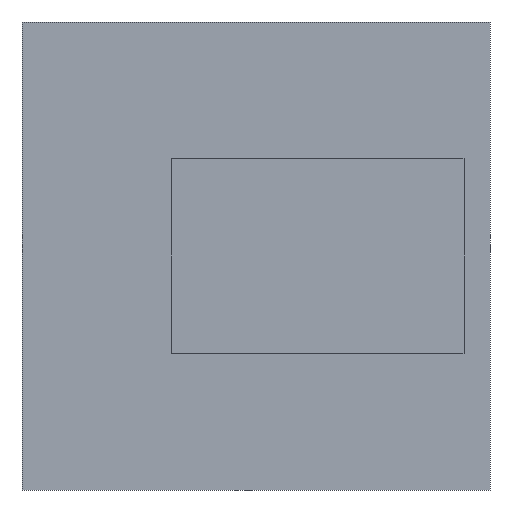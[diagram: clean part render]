
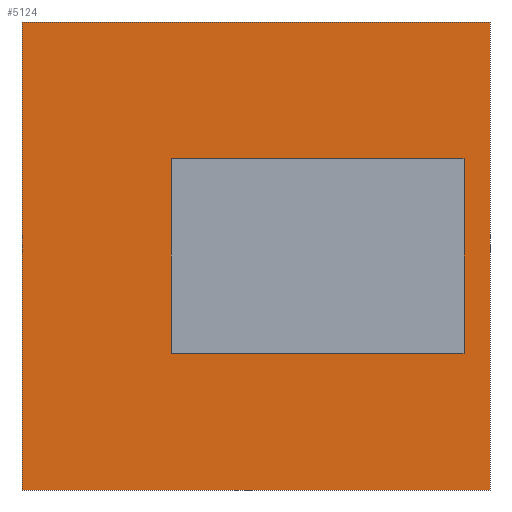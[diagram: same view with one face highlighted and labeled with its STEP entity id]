
A CAD part, front view. The second image highlights one B-rep face of the part: STEP entity #5124.
In plain terms, the highlighted planar face has unit normal (0, -1, 0).
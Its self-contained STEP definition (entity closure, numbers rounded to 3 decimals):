
#104=FACE_OUTER_BOUND('',#412,.T.);
#412=EDGE_LOOP('',(#3443,#3444,#3445,#3446));
#747=LINE('',#7180,#1471);
#750=LINE('',#7185,#1474);
#752=LINE('',#7189,#1476);
#754=LINE('',#7192,#1478);
#1471=VECTOR('',#5831,10.);
#1474=VECTOR('',#5836,10.);
#1476=VECTOR('',#5840,10.);
#1478=VECTOR('',#5844,10.);
#2183=VERTEX_POINT('',#7178);
#2184=VERTEX_POINT('',#7179);
#2185=VERTEX_POINT('',#7184);
#2186=VERTEX_POINT('',#7188);
#2667=EDGE_CURVE('',#2183,#2184,#747,.T.);
#2670=EDGE_CURVE('',#2185,#2183,#750,.T.);
#2672=EDGE_CURVE('',#2186,#2185,#752,.T.);
#2674=EDGE_CURVE('',#2184,#2186,#754,.T.);
#3443=ORIENTED_EDGE('',*,*,#2674,.F.);
#3444=ORIENTED_EDGE('',*,*,#2667,.F.);
#3445=ORIENTED_EDGE('',*,*,#2670,.F.);
#3446=ORIENTED_EDGE('',*,*,#2672,.F.);
#4819=PLANE('',#5472);
#5124=ADVANCED_FACE('',(#104),#4819,.F.);
#5472=AXIS2_PLACEMENT_3D('',#7194,#5847,#5848);
#5831=DIRECTION('',(0.,0.,1.));
#5836=DIRECTION('',(-1.,0.,0.));
#5840=DIRECTION('',(0.,0.,-1.));
#5844=DIRECTION('',(1.,0.,0.));
#5847=DIRECTION('center_axis',(0.,1.,0.));
#5848=DIRECTION('ref_axis',(0.,0.,1.));
#7178=CARTESIAN_POINT('',(-675.,0.,-675.));
#7179=CARTESIAN_POINT('',(-675.,0.,675.));
#7180=CARTESIAN_POINT('',(-675.,0.,-675.));
#7184=CARTESIAN_POINT('',(675.,0.,-675.));
#7185=CARTESIAN_POINT('',(675.,0.,-675.));
#7188=CARTESIAN_POINT('',(675.,0.,675.));
#7189=CARTESIAN_POINT('',(675.,0.,675.));
#7192=CARTESIAN_POINT('',(-675.,0.,675.));
#7194=CARTESIAN_POINT('Origin',(0.,0.,0.));
